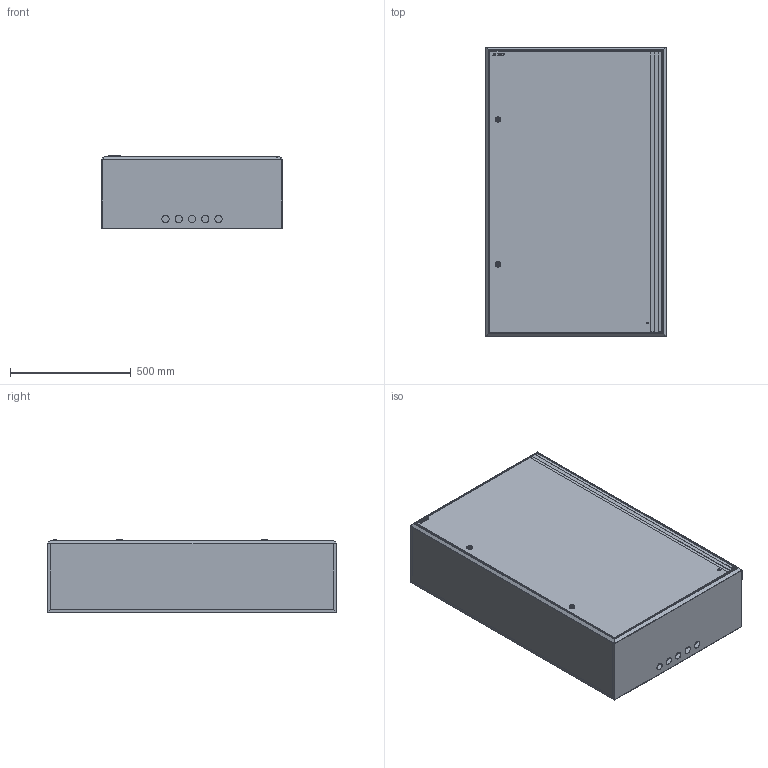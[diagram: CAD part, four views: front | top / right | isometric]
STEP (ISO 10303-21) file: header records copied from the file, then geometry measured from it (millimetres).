
FILE_DESCRIPTION (( 'STEP AP214' ), '1' );
FILE_NAME ('ﾙﾌﾏ-120.75.30 (ﾙﾐﾍﾌ-6) IP31 EKF ﾌﾈ-762.STEP', '2017-08-30T08:08:24', ( 'Admin' ), ( '' ), 'SwSTEP 2.0', 'SolidWorks 2017', '' );
FILE_SCHEMA (( 'AUTOMOTIVE_DESIGN' ));
Length unit declared in the file: millimetre
Products named in the file (28): Øïèëüêà Ì6õ12; ßçû÷îê 2; ÌÈ-762.01.01.001 Ñòåíêà ïðàâàÿ; Âíóòðåííåå òåëî çàìêà; Ãàéêà; ﾙﾌﾏ-120.75.30 (ﾙﾐﾍﾌ-6) IP31 EKF ﾌﾈ-762; Ïðîêëàäêà ìåòàëëè÷åñêàÿ 2; pan head cross recess screw_din_ISO 7045 - M4 x 6 - Z --- 6N; Ïðîêëàäêà; Washer 6402_3_gost_丐ｩ｡ 2 6 ヮ葬 6402-70; 哏铌; Ïðîêëàäêà ìåòàëëè÷åñêàÿ; Òåëî çàìêà; Çàêëåïêà öèëèíäðè÷åñêàÿ Ì4 ÑÒ-Á ñ âíóòðåííåé ðåçüáîé_Œ8; ﾌﾈ-762.02.00.001 ﾄ粢; pan head cross recess screw_din_DIN EN ISO 7045 - M4 x 16 - Z - 16N; ÌÈ-762.01.00.000 Êîðïóñ â ñáîðå; hex flange nut_din_Hexagon Flange Nut DIN 6923 - M6 - N; ÌÈ-762.01.00.002 Ñòåíêà ëåâàÿ; ÌÈ-461.00.00.001 Ïàíåëü ìîíòàæíàÿ; ÌÈ-762.01.02.000 Ñòåíêà çàäíÿÿ ÑÁ; ÌÈ-762.02.00.000 Äâåðü â ñáîðå; Øïèëüêà îáìåäíåííàÿ Ì6õ20; 呧蜦 3D; ÌÈ-762.01.00.001 Ñòåíêà çàäíÿÿ; ﾌﾈ-762.02.00.002 ﾐ裔; ÌÈ-762.01.01.000 Ñòåíêà ïðàâàÿ ÑÁ; Çàìîê ïî÷òîâûé
Assembly tree (43 placements, depth 4):
  ﾙﾌﾏ-120.75.30 (ﾙﾐﾍﾌ-6) IP31 EKF ﾌﾈ-762
    ÌÈ-762.01.00.000 Êîðïóñ â ñáîðå
      ÌÈ-762.01.01.000 Ñòåíêà ïðàâàÿ ÑÁ
        ÌÈ-762.01.01.001 Ñòåíêà ïðàâàÿ
        Øïèëüêà Ì6õ12
      ÌÈ-762.01.02.000 Ñòåíêà çàäíÿÿ ÑÁ
        ÌÈ-762.01.00.001 Ñòåíêà çàäíÿÿ
        Øïèëüêà îáìåäíåííàÿ Ì6õ20  x6
      ÌÈ-762.01.00.002 Ñòåíêà ëåâàÿ
    ÌÈ-762.02.00.000 Äâåðü â ñáîðå
      ﾌﾈ-762.02.00.001 ﾄ粢
      Øïèëüêà Ì6õ12
      Çàêëåïêà öèëèíäðè÷åñêàÿ Ì4 ÑÒ-Á ñ âíóòðåííåé ðåçüáîé_Œ8  x2
      Çàìîê ïî÷òîâûé  x2
        Òåëî çàìêà
        Ïðîêëàäêà ìåòàëëè÷åñêàÿ
        哏铌
        Washer 6402_3_gost_丐ｩ｡ 2 6 ヮ葬 6402-70
        Ïðîêëàäêà
        pan head cross recess screw_din_ISO 7045 - M4 x 6 - Z --- 6N
        Ïðîêëàäêà ìåòàëëè÷åñêàÿ 2
        Ãàéêà
        Âíóòðåííåå òåëî çàìêà
        ßçû÷îê 2
      ﾌﾈ-762.02.00.002 ﾐ裔
      呧蜦 3D
    ÌÈ-461.00.00.001 Ïàíåëü ìîíòàæíàÿ
    hex flange nut_din_Hexagon Flange Nut DIN 6923 - M6 - N  x8
    pan head cross recess screw_din_DIN EN ISO 7045 - M4 x 16 - Z - 16N  x2
Bounding box: 750 x 1200 x 304.38 mm (x, y, z)
Volume: 4264002.1 mm3; surface area: 7806241.8 mm2
Topology: 54 solids, 54 shells, 1463 faces, 3427 edges, 2110 vertices
Faces by surface type: plane 732, cylinder 331, bspline 200, cone 152, torus 40, sphere 8
Entity records: 30402 total; most frequent: CARTESIAN_POINT 8998, ORIENTED_EDGE 4082, DIRECTION 3891, EDGE_CURVE 2041, AXIS2_PLACEMENT_3D 1305, LINE 1281, VECTOR 1281, VERTEX_POINT 1256
